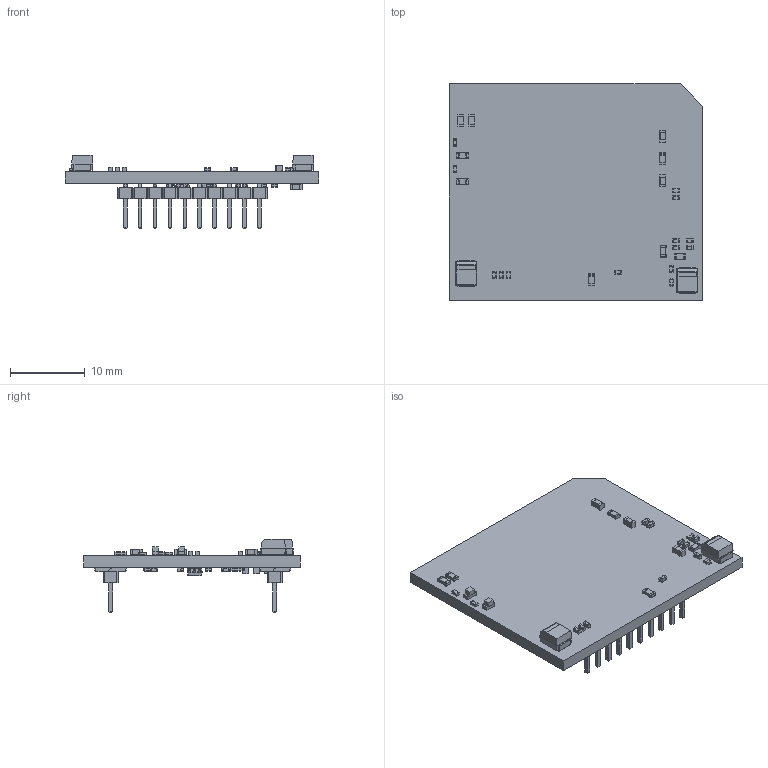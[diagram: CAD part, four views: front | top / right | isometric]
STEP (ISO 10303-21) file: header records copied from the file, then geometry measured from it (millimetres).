
FILE_DESCRIPTION(('KiCad electronic assembly'),'2;1');
FILE_NAME('BG95M1CellularBoard.step','2022-02-18T08:45:27',('An Author') ,('A Company'),'Open CASCADE STEP processor 6.9', 'KiCad to STEP converter','Unknown');
FILE_SCHEMA(('AUTOMOTIVE_DESIGN { 1 0 10303 214 1 1 1 1 }'));
Length unit declared in the file: millimetre
Products named in the file (22): Open CASCADE STEP translator 6.9 1; PinHeader_1x10_P2.00mm_Vertical_SMD_Pin1Right; SOLID; C_0603_1608Metric; R_0603_1608Metric; R_0402_1005Metric; LED_0603_1608Metric; SOT-363_SC-70-6; C_0402_1005Metric; L_0402_1005Metric; CP_EIA-3528-21_Kemet-B; D_SOD-923
Assembly tree (57 placements, depth 3):
  Open CASCADE STEP translator 6.9 1
    PinHeader_1x10_P2.00mm_Vertical_SMD_Pin1Right  x2
      SOLID
    C_0603_1608Metric  x6
      SOLID
    R_0603_1608Metric  x11
      SOLID
    R_0402_1005Metric  x5
      SOLID
    LED_0603_1608Metric  x2
      SOLID
    SOT-363_SC-70-6
      SOLID
    C_0402_1005Metric  x15
      SOLID
    L_0402_1005Metric
      SOLID
    CP_EIA-3528-21_Kemet-B  x2
      SOLID
    D_SOD-923
      SOLID
    SOLID
Bounding box: 33.9 x 29 x 9.8 mm (x, y, z)
Volume: 1771.1 mm3; surface area: 2946 mm2
Topology: 47 solids, 47 shells, 1890 faces, 4845 edges, 3118 vertices
Faces by surface type: plane 1370, cylinder 462, bspline 58
Entity records: 47889 total; most frequent: CARTESIAN_POINT 10232, DIRECTION 6100, LINE 4295, VECTOR 4295, ORIENTED_EDGE 3240, PCURVE 3240, DEFINITIONAL_REPRESENTATION 3240, EDGE_CURVE 1620
